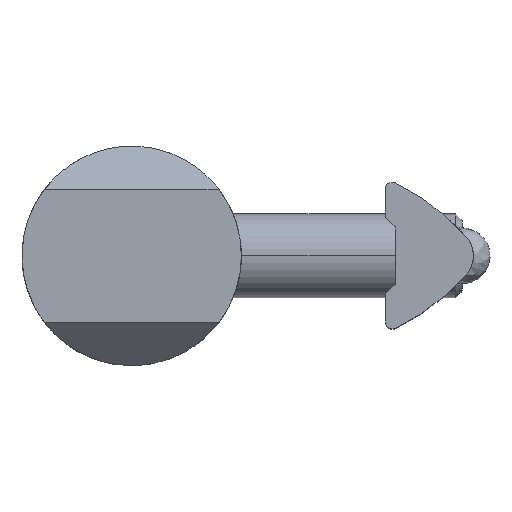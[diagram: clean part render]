
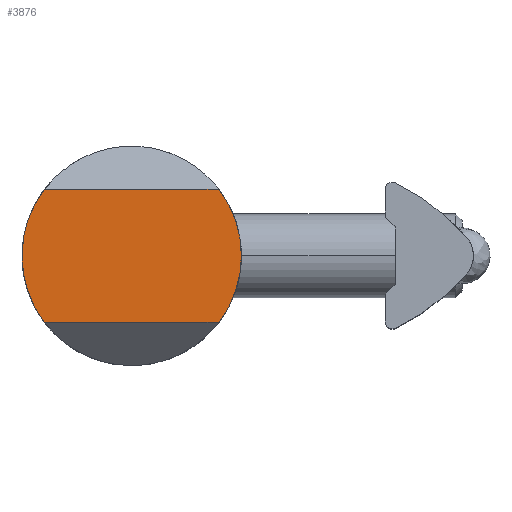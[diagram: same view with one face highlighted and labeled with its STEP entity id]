
A CAD part, top view. The second image highlights one B-rep face of the part: STEP entity #3876.
In plain terms, the highlighted planar face has unit normal (0, 0, 1).
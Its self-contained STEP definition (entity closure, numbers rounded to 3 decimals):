
#70 = LINE ( 'NONE', #1838, #453 ) ;
#215 = AXIS2_PLACEMENT_3D ( 'NONE', #2665, #2659, #2648 ) ;
#253 = CARTESIAN_POINT ( 'NONE',  ( 12.115, 13.587, 19.708 ) ) ;
#305 = DIRECTION ( 'NONE',  ( 0., 0., -1. ) ) ;
#414 = CARTESIAN_POINT ( 'NONE',  ( 19.965, 13.587, 19.708 ) ) ;
#453 = VECTOR ( 'NONE', #1584, 1000. ) ;
#486 = CARTESIAN_POINT ( 'NONE',  ( 5.865, 8.837, 19.708 ) ) ;
#506 = AXIS2_PLACEMENT_3D ( 'NONE', #253, #305, #648 ) ;
#648 = DIRECTION ( 'NONE',  ( -1., 0., 0. ) ) ;
#875 = LINE ( 'NONE', #2278, #1844 ) ;
#918 = VERTEX_POINT ( 'NONE', #2724 ) ;
#924 = VERTEX_POINT ( 'NONE', #2885 ) ;
#964 = EDGE_CURVE ( 'NONE', #1569, #918, #1007, .T. ) ;
#1007 = CIRCLE ( 'NONE', #215, 7.85 ) ;
#1010 = EDGE_CURVE ( 'NONE', #1394, #924, #875, .T. ) ;
#1174 = CIRCLE ( 'NONE', #3617, 7.85 ) ;
#1258 = PLANE ( 'NONE',  #4032 ) ;
#1284 = VERTEX_POINT ( 'NONE', #414 ) ;
#1394 = VERTEX_POINT ( 'NONE', #486 ) ;
#1569 = VERTEX_POINT ( 'NONE', #3353 ) ;
#1584 = DIRECTION ( 'NONE',  ( -1., 0., 0. ) ) ;
#1684 = AXIS2_PLACEMENT_3D ( 'NONE', #2963, #2811, #3113 ) ;
#1838 = CARTESIAN_POINT ( 'NONE',  ( 12.115, 18.337, 19.708 ) ) ;
#1844 = VECTOR ( 'NONE', #2267, 1000. ) ;
#2119 = EDGE_LOOP ( 'NONE', ( #2554, #3979, #2658, #2922, #3097, #3141 ) ) ;
#2267 = DIRECTION ( 'NONE',  ( 1., 0., 0. ) ) ;
#2278 = CARTESIAN_POINT ( 'NONE',  ( 12.115, 8.837, 19.708 ) ) ;
#2554 = ORIENTED_EDGE ( 'NONE', *, *, #3039, .F. ) ;
#2648 = DIRECTION ( 'NONE',  ( -1., 0., 0. ) ) ;
#2658 = ORIENTED_EDGE ( 'NONE', *, *, #964, .F. ) ;
#2659 = DIRECTION ( 'NONE',  ( 0., 0., -1. ) ) ;
#2665 = CARTESIAN_POINT ( 'NONE',  ( 12.115, 13.587, 19.708 ) ) ;
#2688 = CARTESIAN_POINT ( 'NONE',  ( 18.365, 18.337, 19.708 ) ) ;
#2724 = CARTESIAN_POINT ( 'NONE',  ( 5.865, 18.337, 19.708 ) ) ;
#2811 = DIRECTION ( 'NONE',  ( 0., 0., -1. ) ) ;
#2823 = EDGE_CURVE ( 'NONE', #4106, #918, #70, .T. ) ;
#2885 = CARTESIAN_POINT ( 'NONE',  ( 18.365, 8.837, 19.708 ) ) ;
#2922 = ORIENTED_EDGE ( 'NONE', *, *, #3128, .F. ) ;
#2963 = CARTESIAN_POINT ( 'NONE',  ( 12.115, 13.587, 19.708 ) ) ;
#2980 = CIRCLE ( 'NONE', #1684, 7.85 ) ;
#3039 = EDGE_CURVE ( 'NONE', #4106, #1284, #3967, .T. ) ;
#3097 = ORIENTED_EDGE ( 'NONE', *, *, #1010, .T. ) ;
#3113 = DIRECTION ( 'NONE',  ( -1., 0., 0. ) ) ;
#3128 = EDGE_CURVE ( 'NONE', #1394, #1569, #2980, .T. ) ;
#3141 = ORIENTED_EDGE ( 'NONE', *, *, #3304, .F. ) ;
#3290 = DIRECTION ( 'NONE',  ( 1., 0., 0. ) ) ;
#3304 = EDGE_CURVE ( 'NONE', #1284, #924, #1174, .T. ) ;
#3353 = CARTESIAN_POINT ( 'NONE',  ( 4.265, 13.587, 19.708 ) ) ;
#3617 = AXIS2_PLACEMENT_3D ( 'NONE', #4071, #3956, #3947 ) ;
#3856 = FACE_OUTER_BOUND ( 'NONE', #2119, .T. ) ;
#3876 = ADVANCED_FACE ( 'NONE', ( #3856 ), #1258, .T. ) ;
#3947 = DIRECTION ( 'NONE',  ( -1., 0., 0. ) ) ;
#3956 = DIRECTION ( 'NONE',  ( 0., 0., -1. ) ) ;
#3967 = CIRCLE ( 'NONE', #506, 7.85 ) ;
#3979 = ORIENTED_EDGE ( 'NONE', *, *, #2823, .T. ) ;
#4032 = AXIS2_PLACEMENT_3D ( 'NONE', #4148, #4164, #3290 ) ;
#4071 = CARTESIAN_POINT ( 'NONE',  ( 12.115, 13.587, 19.708 ) ) ;
#4106 = VERTEX_POINT ( 'NONE', #2688 ) ;
#4148 = CARTESIAN_POINT ( 'NONE',  ( 12.115, 13.587, 19.708 ) ) ;
#4164 = DIRECTION ( 'NONE',  ( 0., 0., 1. ) ) ;
